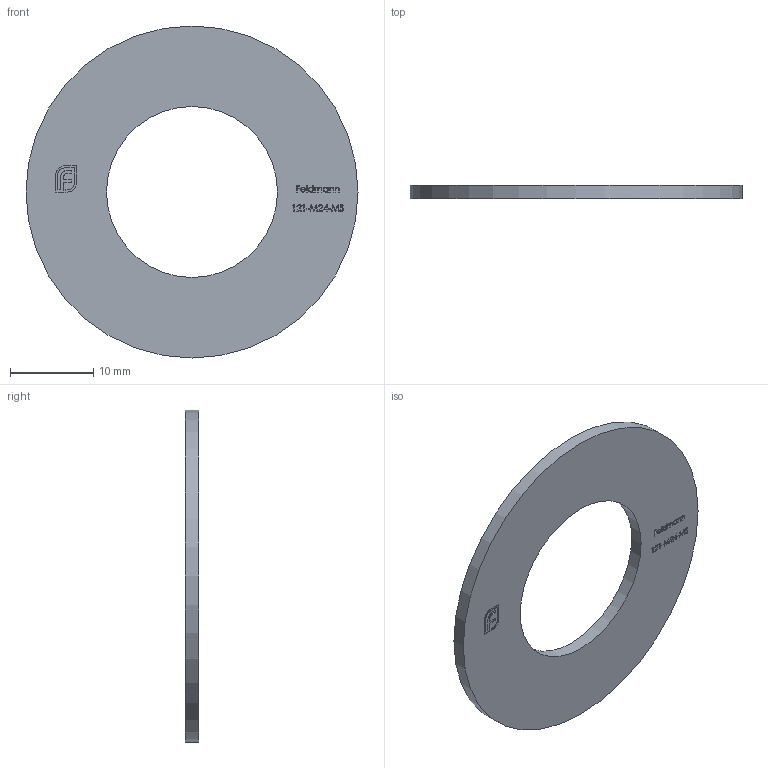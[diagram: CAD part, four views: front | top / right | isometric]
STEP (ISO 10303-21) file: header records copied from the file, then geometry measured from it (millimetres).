
FILE_DESCRIPTION (( 'STEP AP203' ), '1' );
FILE_NAME ('121-M24-MS.step', '2022-07-18T07:21:35', ( '' ), ( '' ), 'SwSTEP 2.0', 'SolidWorks 2018', '' );
FILE_SCHEMA (( 'CONFIG_CONTROL_DESIGN' ));
Length unit declared in the file: millimetre
Products named in the file (1): 121-M24-MS
Bounding box: 40 x 1.6 x 40 mm (x, y, z)
Volume: 1476.8 mm3; surface area: 2159.9 mm2
Topology: 1 solids, 1 shells, 271 faces, 738 edges, 492 vertices
Faces by surface type: plane 174, bspline 95, cylinder 2
Full cylindrical faces by diameter (mm): 20.6 x1, 40 x1
Entity records: 12557 total; most frequent: CARTESIAN_POINT 6275, ORIENTED_EDGE 1472, DIRECTION 904, EDGE_CURVE 736, LINE 542, VECTOR 542, VERTEX_POINT 492, EDGE_LOOP 298
